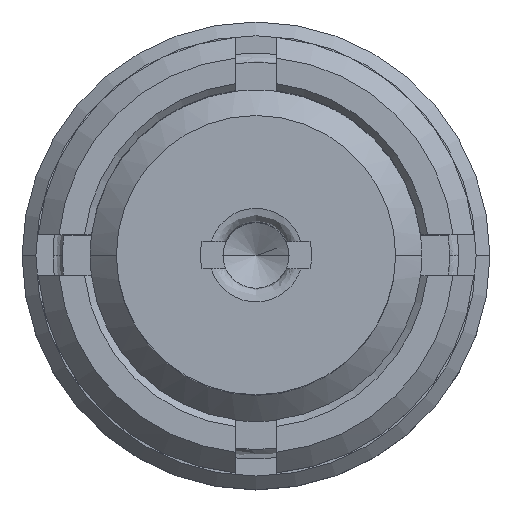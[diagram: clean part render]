
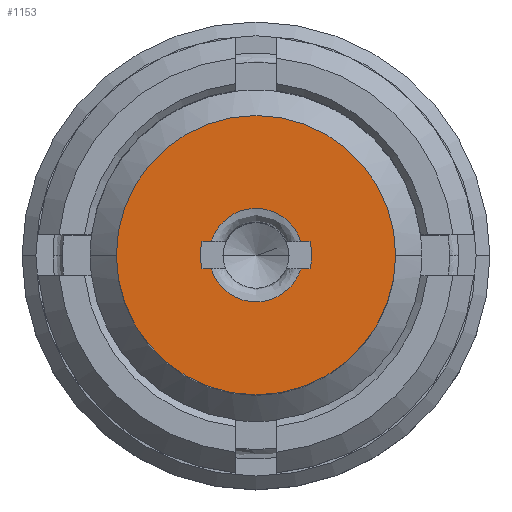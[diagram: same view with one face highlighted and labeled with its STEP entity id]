
A CAD part, top view. The second image highlights one B-rep face of the part: STEP entity #1153.
In plain terms, the highlighted planar face has unit normal (0, 0, 1).
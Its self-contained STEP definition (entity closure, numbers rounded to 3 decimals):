
#67 = DIRECTION ( 'NONE',  ( 1., 0., 0. ) ) ;
#177 = DIRECTION ( 'NONE',  ( 1., 0., 0. ) ) ;
#353 = EDGE_CURVE ( 'NONE', #2182, #3002, #5364, .T. ) ;
#503 = EDGE_CURVE ( 'NONE', #5452, #3406, #2496, .T. ) ;
#524 = ORIENTED_EDGE ( 'NONE', *, *, #2902, .F. ) ;
#544 = EDGE_CURVE ( 'NONE', #2632, #5452, #4831, .T. ) ;
#575 = CARTESIAN_POINT ( 'NONE',  ( -0.405, -0.1, -0.035 ) ) ;
#593 = CARTESIAN_POINT ( 'NONE',  ( -0.392, 0.1, -0.035 ) ) ;
#656 = CARTESIAN_POINT ( 'NONE',  ( -0.392, -0.1, -0.035 ) ) ;
#764 = VERTEX_POINT ( 'NONE', #5850 ) ;
#854 = EDGE_LOOP ( 'NONE', ( #524, #6155 ) ) ;
#888 = DIRECTION ( 'NONE',  ( 1., 0., 0. ) ) ;
#925 = CARTESIAN_POINT ( 'NONE',  ( -0.405, 0.1, -0.035 ) ) ;
#959 = CIRCLE ( 'NONE', #5222, 1.015 ) ;
#1005 = CARTESIAN_POINT ( 'NONE',  ( -0.405, 0.1, -0.035 ) ) ;
#1153 = ADVANCED_FACE ( 'NONE', ( #4942, #4954 ), #3493, .F. ) ;
#1167 = DIRECTION ( 'NONE',  ( 0., 0., -1. ) ) ;
#1180 = VECTOR ( 'NONE', #5777, 1000. ) ;
#1206 = LINE ( 'NONE', #1005, #1180 ) ;
#1385 = ORIENTED_EDGE ( 'NONE', *, *, #3998, .F. ) ;
#1569 = EDGE_CURVE ( 'NONE', #4922, #3074, #4427, .T. ) ;
#1624 = VERTEX_POINT ( 'NONE', #656 ) ;
#1639 =( BOUNDED_CURVE ( )  B_SPLINE_CURVE ( 3, ( #6032, #6050, #5992, #5105 ),
 .UNSPECIFIED., .F., .F. ) 
 B_SPLINE_CURVE_WITH_KNOTS ( ( 4, 4 ),
 ( 0., 1. ),
 .UNSPECIFIED. ) 
 CURVE ( )  GEOMETRIC_REPRESENTATION_ITEM ( )  RATIONAL_B_SPLINE_CURVE ( ( 1., 0.529, 0.529, 1. ) ) 
 REPRESENTATION_ITEM ( '' )  );
#1680 = VECTOR ( 'NONE', #3750, 1000. ) ;
#1768 = EDGE_CURVE ( 'NONE', #1624, #4922, #4657, .T. ) ;
#1890 = CIRCLE ( 'NONE', #6506, 1.015 ) ;
#1900 = CARTESIAN_POINT ( 'NONE',  ( 0.405, 0., -0.035 ) ) ;
#2009 = AXIS2_PLACEMENT_3D ( 'NONE', #6466, #6561, #6545 ) ;
#2182 = VERTEX_POINT ( 'NONE', #4658 ) ;
#2197 = CARTESIAN_POINT ( 'NONE',  ( 0.392, -0.1, -0.035 ) ) ;
#2359 = AXIS2_PLACEMENT_3D ( 'NONE', #6379, #6500, #5913 ) ;
#2496 = CIRCLE ( 'NONE', #2359, 0.405 ) ;
#2632 = VERTEX_POINT ( 'NONE', #4781 ) ;
#2750 = DIRECTION ( 'NONE',  ( -1., 0., 0. ) ) ;
#2834 = ORIENTED_EDGE ( 'NONE', *, *, #1569, .T. ) ;
#2902 = EDGE_CURVE ( 'NONE', #764, #6450, #959, .T. ) ;
#3002 = VERTEX_POINT ( 'NONE', #5658 ) ;
#3074 = VERTEX_POINT ( 'NONE', #5195 ) ;
#3119 = EDGE_CURVE ( 'NONE', #6450, #764, #1890, .T. ) ;
#3177 = DIRECTION ( 'NONE',  ( -1., 0., 0. ) ) ;
#3188 = ORIENTED_EDGE ( 'NONE', *, *, #3532, .T. ) ;
#3189 = DIRECTION ( 'NONE',  ( 0., 0., -1. ) ) ;
#3269 = CARTESIAN_POINT ( 'NONE',  ( 0., 0.24, -0.035 ) ) ;
#3406 = VERTEX_POINT ( 'NONE', #2197 ) ;
#3493 = PLANE ( 'NONE',  #6361 ) ;
#3532 = EDGE_CURVE ( 'NONE', #4472, #2632, #1206, .T. ) ;
#3750 = DIRECTION ( 'NONE',  ( 1., 0., 0. ) ) ;
#3817 = CARTESIAN_POINT ( 'NONE',  ( 0., -0.1, -0.035 ) ) ;
#3845 = AXIS2_PLACEMENT_3D ( 'NONE', #4913, #5872, #177 ) ;
#3908 = ORIENTED_EDGE ( 'NONE', *, *, #503, .T. ) ;
#3977 = VECTOR ( 'NONE', #888, 1000. ) ;
#3998 = EDGE_CURVE ( 'NONE', #4472, #3074, #1639, .T. ) ;
#4101 = ORIENTED_EDGE ( 'NONE', *, *, #544, .T. ) ;
#4107 = EDGE_LOOP ( 'NONE', ( #4185, #5820, #5055, #2834, #1385, #3188, #4101, #3908, #4986 ) ) ;
#4185 = ORIENTED_EDGE ( 'NONE', *, *, #353, .F. ) ;
#4324 = CARTESIAN_POINT ( 'NONE',  ( -0.325, -0.1, -0.035 ) ) ;
#4427 = LINE ( 'NONE', #925, #3977 ) ;
#4460 = LINE ( 'NONE', #3817, #1680 ) ;
#4469 = DIRECTION ( 'NONE',  ( 1., 0., 0. ) ) ;
#4472 = VERTEX_POINT ( 'NONE', #5492 ) ;
#4504 = CARTESIAN_POINT ( 'NONE',  ( 0., 0., -0.035 ) ) ;
#4627 = LINE ( 'NONE', #575, #4771 ) ;
#4657 = CIRCLE ( 'NONE', #3845, 0.405 ) ;
#4658 = CARTESIAN_POINT ( 'NONE',  ( -0.325, -0.1, -0.035 ) ) ;
#4696 = CARTESIAN_POINT ( 'NONE',  ( 0.205, -0.491, -0.035 ) ) ;
#4771 = VECTOR ( 'NONE', #2750, 1000. ) ;
#4777 = EDGE_CURVE ( 'NONE', #2182, #1624, #4627, .T. ) ;
#4781 = CARTESIAN_POINT ( 'NONE',  ( 0.392, 0.1, -0.035 ) ) ;
#4803 = CARTESIAN_POINT ( 'NONE',  ( -0.205, -0.491, -0.035 ) ) ;
#4831 = CIRCLE ( 'NONE', #2009, 0.405 ) ;
#4843 = CARTESIAN_POINT ( 'NONE',  ( -1.015, 0., -0.035 ) ) ;
#4913 = CARTESIAN_POINT ( 'NONE',  ( 0., 0., -0.035 ) ) ;
#4922 = VERTEX_POINT ( 'NONE', #593 ) ;
#4942 = FACE_OUTER_BOUND ( 'NONE', #854, .T. ) ;
#4954 = FACE_BOUND ( 'NONE', #4107, .T. ) ;
#4986 = ORIENTED_EDGE ( 'NONE', *, *, #5270, .F. ) ;
#5055 = ORIENTED_EDGE ( 'NONE', *, *, #1768, .T. ) ;
#5105 = CARTESIAN_POINT ( 'NONE',  ( -0.325, 0.1, -0.035 ) ) ;
#5131 = CARTESIAN_POINT ( 'NONE',  ( 0.325, -0.1, -0.035 ) ) ;
#5195 = CARTESIAN_POINT ( 'NONE',  ( -0.325, 0.1, -0.035 ) ) ;
#5222 = AXIS2_PLACEMENT_3D ( 'NONE', #5388, #1167, #67 ) ;
#5270 = EDGE_CURVE ( 'NONE', #3002, #3406, #4460, .T. ) ;
#5364 =( BOUNDED_CURVE ( )  B_SPLINE_CURVE ( 3, ( #4324, #4803, #4696, #5131 ),
 .UNSPECIFIED., .F., .F. ) 
 B_SPLINE_CURVE_WITH_KNOTS ( ( 4, 4 ),
 ( 0., 1. ),
 .UNSPECIFIED. ) 
 CURVE ( )  GEOMETRIC_REPRESENTATION_ITEM ( )  RATIONAL_B_SPLINE_CURVE ( ( 1., 0.529, 0.529, 1. ) ) 
 REPRESENTATION_ITEM ( '' )  );
#5388 = CARTESIAN_POINT ( 'NONE',  ( 0., 0., -0.035 ) ) ;
#5452 = VERTEX_POINT ( 'NONE', #1900 ) ;
#5492 = CARTESIAN_POINT ( 'NONE',  ( 0.325, 0.1, -0.035 ) ) ;
#5658 = CARTESIAN_POINT ( 'NONE',  ( 0.325, -0.1, -0.035 ) ) ;
#5777 = DIRECTION ( 'NONE',  ( 1., 0., 0. ) ) ;
#5820 = ORIENTED_EDGE ( 'NONE', *, *, #4777, .T. ) ;
#5850 = CARTESIAN_POINT ( 'NONE',  ( 1.015, 0., -0.035 ) ) ;
#5872 = DIRECTION ( 'NONE',  ( 0., 0., -1. ) ) ;
#5913 = DIRECTION ( 'NONE',  ( 1., 0., 0. ) ) ;
#5992 = CARTESIAN_POINT ( 'NONE',  ( -0.205, 0.491, -0.035 ) ) ;
#6032 = CARTESIAN_POINT ( 'NONE',  ( 0.325, 0.1, -0.035 ) ) ;
#6050 = CARTESIAN_POINT ( 'NONE',  ( 0.205, 0.491, -0.035 ) ) ;
#6155 = ORIENTED_EDGE ( 'NONE', *, *, #3119, .F. ) ;
#6242 = DIRECTION ( 'NONE',  ( 0., 0., -1. ) ) ;
#6361 = AXIS2_PLACEMENT_3D ( 'NONE', #3269, #3189, #3177 ) ;
#6379 = CARTESIAN_POINT ( 'NONE',  ( 0., 0., -0.035 ) ) ;
#6450 = VERTEX_POINT ( 'NONE', #4843 ) ;
#6466 = CARTESIAN_POINT ( 'NONE',  ( 0., 0., -0.035 ) ) ;
#6500 = DIRECTION ( 'NONE',  ( 0., 0., -1. ) ) ;
#6506 = AXIS2_PLACEMENT_3D ( 'NONE', #4504, #6242, #4469 ) ;
#6545 = DIRECTION ( 'NONE',  ( 1., 0., 0. ) ) ;
#6561 = DIRECTION ( 'NONE',  ( 0., 0., -1. ) ) ;
